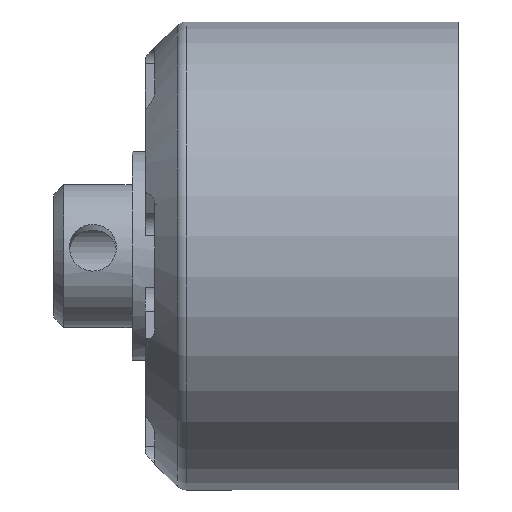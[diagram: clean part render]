
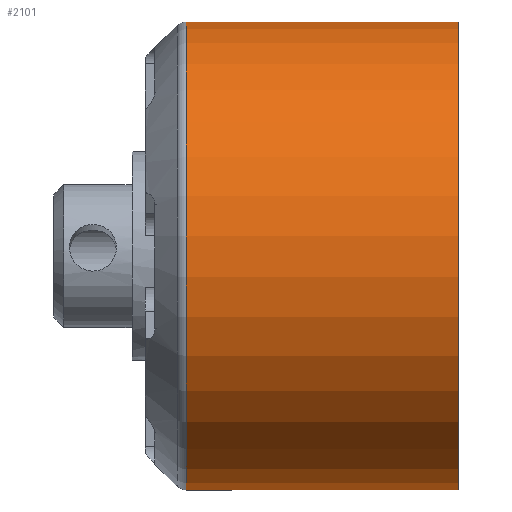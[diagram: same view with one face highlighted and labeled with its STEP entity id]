
A CAD part, left-side view. The second image highlights one B-rep face of the part: STEP entity #2101.
In plain terms, the highlighted cylindrical face has radius 18 mm (diameter 36 mm), a full revolution.
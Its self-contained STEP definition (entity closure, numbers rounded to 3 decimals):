
#125=FACE_OUTER_BOUND('',#230,.T.);
#230=EDGE_LOOP('',(#1608,#1609,#1610,#1611,#1612));
#409=LINE('',#3657,#601);
#601=VECTOR('',#2681,18.);
#789=CIRCLE('',#2283,18.);
#790=CIRCLE('',#2284,18.);
#797=CIRCLE('',#2293,18.);
#972=VERTEX_POINT('',#3641);
#973=VERTEX_POINT('',#3643);
#974=VERTEX_POINT('',#3655);
#1215=EDGE_CURVE('',#972,#973,#789,.T.);
#1216=EDGE_CURVE('',#973,#972,#790,.T.);
#1224=EDGE_CURVE('',#974,#974,#797,.T.);
#1225=EDGE_CURVE('',#974,#973,#409,.T.);
#1608=ORIENTED_EDGE('',*,*,#1224,.F.);
#1609=ORIENTED_EDGE('',*,*,#1225,.T.);
#1610=ORIENTED_EDGE('',*,*,#1215,.F.);
#1611=ORIENTED_EDGE('',*,*,#1216,.F.);
#1612=ORIENTED_EDGE('',*,*,#1225,.F.);
#2064=CYLINDRICAL_SURFACE('',#2292,18.);
#2101=ADVANCED_FACE('',(#125),#2064,.T.);
#2283=AXIS2_PLACEMENT_3D('',#3644,#2658,#2659);
#2284=AXIS2_PLACEMENT_3D('',#3645,#2660,#2661);
#2292=AXIS2_PLACEMENT_3D('',#3654,#2677,#2678);
#2293=AXIS2_PLACEMENT_3D('',#3656,#2679,#2680);
#2658=DIRECTION('center_axis',(0.,1.,0.));
#2659=DIRECTION('ref_axis',(1.,0.,0.));
#2660=DIRECTION('center_axis',(0.,1.,0.));
#2661=DIRECTION('ref_axis',(1.,0.,0.));
#2677=DIRECTION('center_axis',(0.,-1.,0.));
#2678=DIRECTION('ref_axis',(1.,0.,0.));
#2679=DIRECTION('center_axis',(0.,-1.,0.));
#2680=DIRECTION('ref_axis',(1.,0.,0.));
#2681=DIRECTION('',(0.,1.,0.));
#3641=CARTESIAN_POINT('',(0.,-3.164,-18.));
#3643=CARTESIAN_POINT('',(-18.,-3.164,0.));
#3644=CARTESIAN_POINT('Origin',(0.,-3.164,0.));
#3645=CARTESIAN_POINT('Origin',(0.,-3.164,0.));
#3654=CARTESIAN_POINT('Origin',(0.,0.,0.));
#3655=CARTESIAN_POINT('',(-18.,-24.,0.));
#3656=CARTESIAN_POINT('Origin',(0.,-24.,0.));
#3657=CARTESIAN_POINT('',(-18.,0.,0.));
